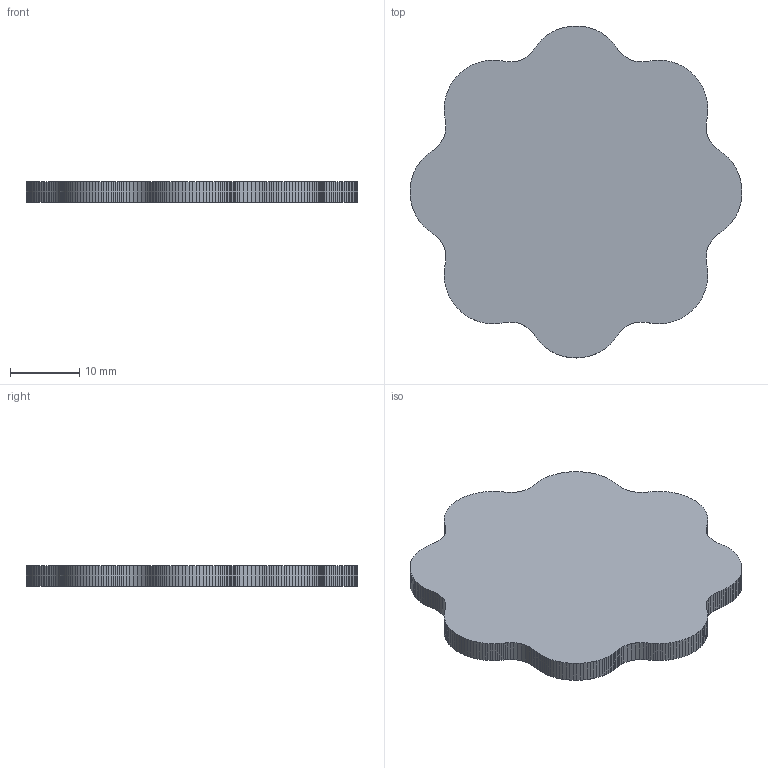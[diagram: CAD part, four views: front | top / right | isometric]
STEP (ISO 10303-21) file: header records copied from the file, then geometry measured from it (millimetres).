
FILE_DESCRIPTION(('Open CASCADE Model'),'2;1');
FILE_NAME('Open CASCADE Shape Model','2025-12-24T07:47:27',('Author'),( 'Open CASCADE'),'Open CASCADE STEP processor 7.8','build123d', 'Unknown');
FILE_SCHEMA(('AUTOMOTIVE_DESIGN { 1 0 10303 214 1 1 1 1 }'));
Length unit declared in the file: millimetre
Products named in the file (1): COMPOUND
Bounding box: 48.04 x 48.04 x 3 mm (x, y, z)
Volume: 3442.3 mm3; surface area: 4123.1 mm2
Topology: 1 solids, 1 shells, 380 faces, 1107 edges, 738 vertices
Faces by surface type: plane 371, cylinder 9
Full cylindrical faces by diameter (mm): 8.633 x8, 24.1 x1
Entity records: 26710 total; most frequent: CARTESIAN_POINT 4440, DIRECTION 4101, LINE 3285, VECTOR 3285, ORIENTED_EDGE 2214, PCURVE 2214, DEFINITIONAL_REPRESENTATION 2214, EDGE_CURVE 1107
